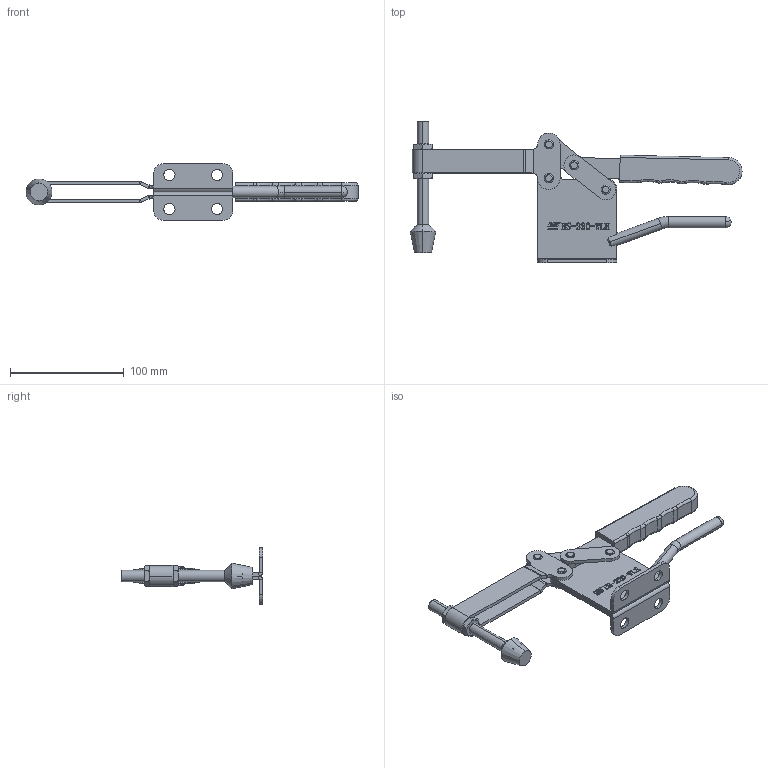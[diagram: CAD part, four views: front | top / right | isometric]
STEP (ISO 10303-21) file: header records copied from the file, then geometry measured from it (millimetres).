
FILE_DESCRIPTION (( 'STEP AP203' ), '1' );
FILE_NAME ('HS-220-WLH 装配体.STEP', '2018-12-07T04:03:05', ( 'PCOS' ), ( '微软中国' ), 'SwSTEP 2.0', 'SolidWorks 2012', '' );
FILE_SCHEMA (( 'CONFIG_CONTROL_DESIGN' ));
Length unit declared in the file: millimetre
Products named in the file (12): hexagon head bolts-full thread gb_GB_FASTENER_BOLT_STBAB A M10X100-N; hex thin nuts-grades ab-chamfered gb_GB_FASTENER_NUT_STNAB M10-N; HS-220-WLH 蚾饜极; 种; 揤參; 忒梟; 揤輸; 楊擘菁釱酘; 痴忒; 蟀裝; 忒參; 楊擘菁釱衵
Assembly tree (16 placements, depth 2):
  HS-220-WLH 蚾饜极
    楊擘菁釱衵
    楊擘菁釱酘
    痴忒
    蟀裝  x2
    忒參
    忒梟
    种  x4
    揤參
    揤輸
    hexagon head bolts-full thread gb_GB_FASTENER_BOLT_STBAB A M10X100-N
    hex thin nuts-grades ab-chamfered gb_GB_FASTENER_NUT_STNAB M10-N  x2
Bounding box: 292.14 x 124.58 x 50 mm (x, y, z)
Volume: 136288.9 mm3; surface area: 73807.2 mm2
Topology: 16 solids, 16 shells, 735 faces, 1891 edges, 1225 vertices
Faces by surface type: plane 367, bspline 150, cylinder 147, torus 36, cone 33, sphere 2
Entity records: 27907 total; most frequent: CARTESIAN_POINT 10611, ORIENTED_EDGE 3536, DIRECTION 2863, EDGE_CURVE 1768, VERTEX_POINT 1146, LINE 1087, VECTOR 1087, AXIS2_PLACEMENT_3D 888
